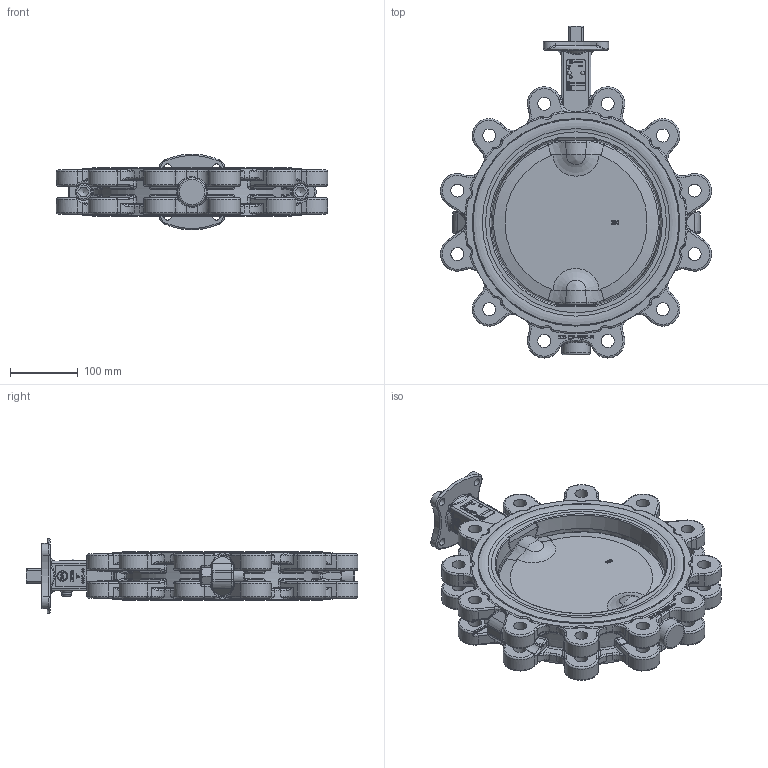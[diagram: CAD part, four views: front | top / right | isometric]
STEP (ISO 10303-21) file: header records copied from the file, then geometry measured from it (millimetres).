
FILE_DESCRIPTION(/* description */ (''),/* implementation_level */ '2;1');
FILE_NAME(/* name */ 'Z614-K DN250.stp',/* time_stamp */ '2017-05-29T10:31:07+02:00',/* author */ ('hellwig'),/* organization */ (''),/* preprocessor_version */ 'ST-DEVELOPER v16.5',/* originating_system */ 'Autodesk Inventor 2017',/* authorisation */ '');
FILE_SCHEMA (('AUTOMOTIVE_DESIGN { 1 0 10303 214 3 1 1 }'));
Length unit declared in the file: millimetre
Products named in the file (1): M36896
Bounding box: 399.66 x 489.33 x 111.58 mm (x, y, z)
Volume: 4272138.8 mm3; surface area: 671912.9 mm2
Topology: 1 solids, 23 shells, 3528 faces, 9099 edges, 5617 vertices
Faces by surface type: bspline 1450, plane 1020, cylinder 510, torus 426, cone 76, sphere 46
Full cylindrical faces by diameter (mm): 3 x4, 3.2 x2, 4.917 x2, 5.5 x1, 11 x4, 14 x1, 16 x4, 16.5 x2, 19.177 x24, 24 x2, 30 x8, 30.1 x4, 31 x1, 33 x1, 34 x6, 34.6 x4, 35 x2, 42 x1, 44 x2, 44.2 x2, 70.1 x1, 263.3 x2, 263.5 x2, 296 x2, 305 x2, 306 x2
Entity records: 130273 total; most frequent: CARTESIAN_POINT 50280, ORIENTED_EDGE 17528, DIRECTION 12746, EDGE_CURVE 8756, VERTEX_POINT 5566, AXIS2_PLACEMENT_3D 4604, EDGE_LOOP 3934, LINE 3538
